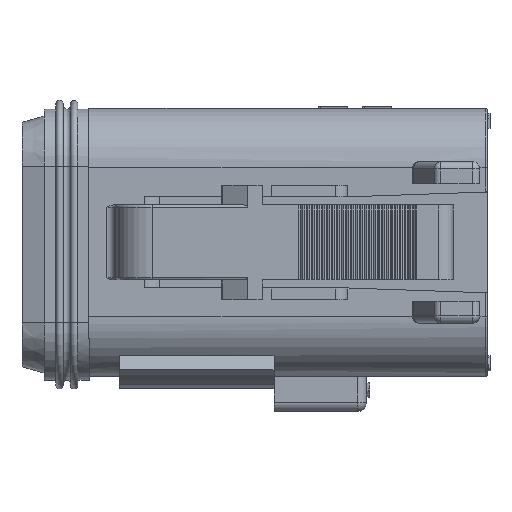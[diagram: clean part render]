
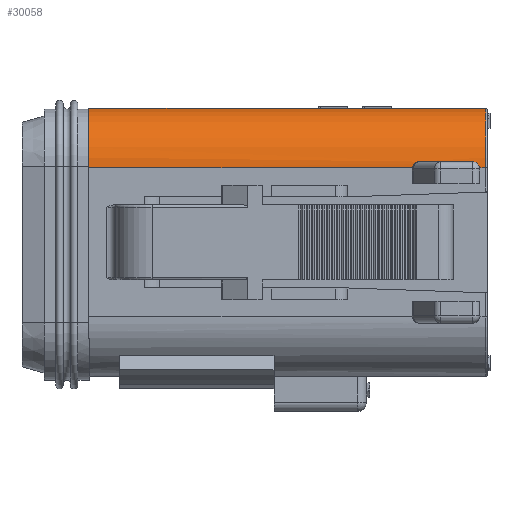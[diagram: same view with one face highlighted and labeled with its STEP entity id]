
A CAD part, left-side view. The second image highlights one B-rep face of the part: STEP entity #30058.
In plain terms, the highlighted cylindrical face has radius 4.05 mm (diameter 8.1 mm), a partial arc.
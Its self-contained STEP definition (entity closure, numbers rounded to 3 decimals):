
#2917=CARTESIAN_POINT('',(-11.825,0.1,5.075));
#2918=DIRECTION('',(0.,1.,0.));
#2919=DIRECTION('',(-1.,0.,0.));
#2920=AXIS2_PLACEMENT_3D('',#2917,#2918,#2919);
#3986=CARTESIAN_POINT('',(-11.825,27.1,5.075));
#3987=DIRECTION('',(0.,-1.,0.));
#3988=DIRECTION('',(0.,0.,1.));
#3989=AXIS2_PLACEMENT_3D('',#3986,#3987,#3988);
#5975=DIRECTION('',(0.,1.,0.));
#5976=VECTOR('',#5975,0.406);
#5977=CARTESIAN_POINT('',(-15.875,0.1,5.075));
#5978=LINE('',#5977,#5976);
#5979=DIRECTION('',(0.,1.,0.));
#5980=VECTOR('',#5979,3.6);
#5981=CARTESIAN_POINT('',(-15.853,1.,5.5));
#5982=LINE('',#5981,#5980);
#5983=DIRECTION('',(0.,1.,0.));
#5984=VECTOR('',#5983,22.006);
#5985=CARTESIAN_POINT('',(-15.875,5.094,5.075));
#5986=LINE('',#5985,#5984);
#5987=DIRECTION('',(0.,-1.,0.));
#5988=VECTOR('',#5987,27.);
#5989=CARTESIAN_POINT('',(-11.825,27.1,9.125));
#5990=LINE('',#5989,#5988);
#5999=CARTESIAN_POINT('',(-15.853,1.,5.5));
#6000=CARTESIAN_POINT('',(-15.853,0.953,5.5));
#6001=CARTESIAN_POINT('',(-15.854,0.86,
5.487));
#6002=CARTESIAN_POINT('',(-15.86,0.727,
5.427));
#6003=CARTESIAN_POINT('',(-15.867,0.618,
5.333));
#6004=CARTESIAN_POINT('',(-15.873,0.54,
5.213));
#6005=CARTESIAN_POINT('',(-15.875,0.513,5.122));
#6006=CARTESIAN_POINT('',(-15.875,0.506,5.075));
#6132=CARTESIAN_POINT('',(-15.875,5.094,5.075));
#6133=CARTESIAN_POINT('',(-15.875,5.087,5.121));
#6134=CARTESIAN_POINT('',(-15.873,5.06,5.213));
#6135=CARTESIAN_POINT('',(-15.867,4.982,5.333));
#6136=CARTESIAN_POINT('',(-15.86,4.874,5.427));
#6137=CARTESIAN_POINT('',(-15.854,4.741,5.487));
#6138=CARTESIAN_POINT('',(-15.853,4.647,5.5));
#6139=CARTESIAN_POINT('',(-15.853,4.6,5.5));
#20226=CARTESIAN_POINT('',(-11.825,0.1,9.125));
#20227=VERTEX_POINT('',#20226);
#20228=CARTESIAN_POINT('',(-15.875,0.1,5.075));
#20229=VERTEX_POINT('',#20228);
#20633=CARTESIAN_POINT('',(-15.875,27.1,5.075));
#20634=VERTEX_POINT('',#20633);
#20635=CARTESIAN_POINT('',(-15.875,5.094,5.075));
#20636=VERTEX_POINT('',#20635);
#20645=CARTESIAN_POINT('',(-15.875,0.506,5.075));
#20646=VERTEX_POINT('',#20645);
#20716=CARTESIAN_POINT('',(-11.825,27.1,9.125));
#20717=VERTEX_POINT('',#20716);
#21529=VERTEX_POINT('',#5999);
#21530=CARTESIAN_POINT('',(-15.853,4.6,5.5));
#21531=VERTEX_POINT('',#21530);
#30040=CARTESIAN_POINT('',(-11.825,0.,5.075));
#30041=DIRECTION('',(0.,1.,0.));
#30042=DIRECTION('',(1.,0.,0.));
#30043=AXIS2_PLACEMENT_3D('',#30040,#30041,#30042);
#30044=CYLINDRICAL_SURFACE('',#30043,4.05);
#30045=ORIENTED_EDGE('',*,*,#27600,.F.);
#30046=ORIENTED_EDGE('',*,*,#28101,.T.);
#30048=ORIENTED_EDGE('',*,*,#30047,.F.);
#30050=ORIENTED_EDGE('',*,*,#30049,.T.);
#30052=ORIENTED_EDGE('',*,*,#30051,.F.);
#30053=ORIENTED_EDGE('',*,*,#28089,.T.);
#30054=ORIENTED_EDGE('',*,*,#28346,.F.);
#30055=ORIENTED_EDGE('',*,*,#29453,.T.);
#30056=EDGE_LOOP('',(#30045,#30046,#30048,#30050,#30052,#30053,#30054,#30055));
#30057=FACE_OUTER_BOUND('',#30056,.F.);
#30058=ADVANCED_FACE('',(#30057),#30044,.T.);
#2921=CIRCLE('',#2920,4.05);
#3990=CIRCLE('',#3989,4.05);
#6007=B_SPLINE_CURVE_WITH_KNOTS('',3,(#5999,#6000,#6001,#6002,#6003,#6004,#6005,
#6006),.UNSPECIFIED.,.F.,.F.,(4,1,1,1,1,4),(0.,0.2,0.4,0.6,0.8,1.),
.UNSPECIFIED.);
#6140=B_SPLINE_CURVE_WITH_KNOTS('',3,(#6132,#6133,#6134,#6135,#6136,#6137,#6138,
#6139),.UNSPECIFIED.,.F.,.F.,(4,1,1,1,1,4),(0.,0.2,0.4,0.6,0.8,1.),
.UNSPECIFIED.);
#27600=EDGE_CURVE('',#20229,#20227,#2921,.T.);
#28089=EDGE_CURVE('',#20636,#20634,#5986,.T.);
#28101=EDGE_CURVE('',#20229,#20646,#5978,.T.);
#28346=EDGE_CURVE('',#20717,#20634,#3990,.T.);
#29453=EDGE_CURVE('',#20717,#20227,#5990,.T.);
#30047=EDGE_CURVE('',#21529,#20646,#6007,.T.);
#30049=EDGE_CURVE('',#21529,#21531,#5982,.T.);
#30051=EDGE_CURVE('',#20636,#21531,#6140,.T.);
